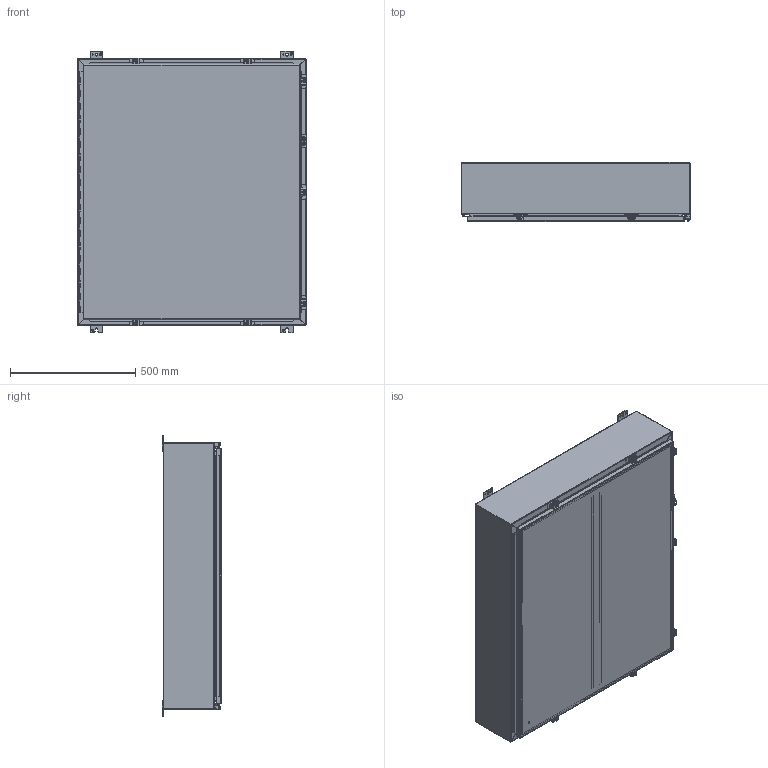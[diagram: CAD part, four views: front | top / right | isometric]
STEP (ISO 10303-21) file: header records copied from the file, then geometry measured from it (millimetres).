
FILE_DESCRIPTION (( 'STEP AP203' ), '1' );
FILE_NAME ('1418N4SSP8_Default.step', '2019-11-01T21:04:53', ( 'ADC123' ), ( 'Microsoft' ), 'SwSTEP 2.0', 'SolidWorks 2019', '' );
FILE_SCHEMA (( 'CONFIG_CONTROL_DESIGN' ));
Length unit declared in the file: inch
Products named in the file (1): 1418N4SSP8_Default
Bounding box: 916 x 238.12 x 1123.95 mm (x, y, z)
Volume: 8157885.7 mm3; surface area: 8345723.2 mm2
Topology: 60 solids, 61 shells, 2228 faces, 5848 edges, 3812 vertices
Faces by surface type: plane 1331, cylinder 774, bspline 112, cone 11
Entity records: 73679 total; most frequent: CARTESIAN_POINT 18244, ORIENTED_EDGE 11688, DIRECTION 11304, EDGE_CURVE 5844, VECTOR 3992, LINE 3992, VERTEX_POINT 3812, AXIS2_PLACEMENT_3D 3656
